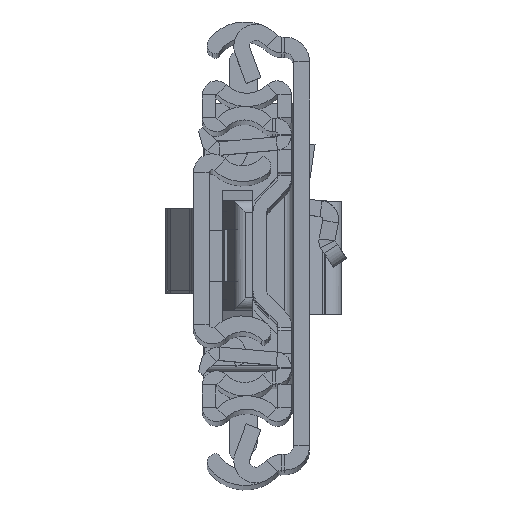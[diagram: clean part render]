
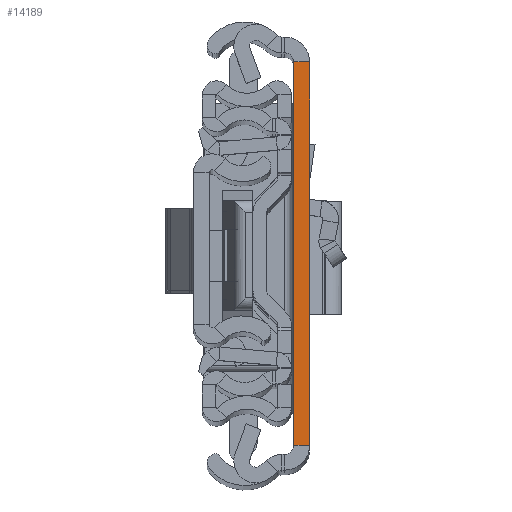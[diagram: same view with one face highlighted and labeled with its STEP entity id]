
A CAD part, top view. The second image highlights one B-rep face of the part: STEP entity #14189.
In plain terms, the highlighted planar face has unit normal (0, 0, 1).
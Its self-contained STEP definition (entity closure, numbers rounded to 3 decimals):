
#267 = VERTEX_POINT ( 'NONE', #6966 ) ;
#278 = PLANE ( 'NONE',  #5838 ) ;
#307 = EDGE_CURVE ( 'NONE', #267, #8403, #9212, .T. ) ;
#596 = ORIENTED_EDGE ( 'NONE', *, *, #10884, .T. ) ;
#1663 = FACE_OUTER_BOUND ( 'NONE', #3626, .T. ) ;
#2678 = LINE ( 'NONE', #9751, #12744 ) ;
#2860 = VECTOR ( 'NONE', #14904, 1000. ) ;
#3160 = CARTESIAN_POINT ( 'NONE',  ( 2.6, -31.5, 0. ) ) ;
#3429 = VERTEX_POINT ( 'NONE', #13704 ) ;
#3621 = DIRECTION ( 'NONE',  ( 0., 1., 0. ) ) ;
#3626 = EDGE_LOOP ( 'NONE', ( #6082, #13229, #596, #15257 ) ) ;
#4501 = EDGE_CURVE ( 'NONE', #14322, #8403, #10690, .T. ) ;
#4639 = DIRECTION ( 'NONE',  ( 0., 1., 0. ) ) ;
#4801 = CARTESIAN_POINT ( 'NONE',  ( 2.6, -31.5, 0. ) ) ;
#4805 = CARTESIAN_POINT ( 'NONE',  ( 2.6, 31.5, 0. ) ) ;
#5838 = AXIS2_PLACEMENT_3D ( 'NONE', #3160, #14514, #4639 ) ;
#6082 = ORIENTED_EDGE ( 'NONE', *, *, #307, .F. ) ;
#6966 = CARTESIAN_POINT ( 'NONE',  ( 0., 31.5, 0. ) ) ;
#8333 = CARTESIAN_POINT ( 'NONE',  ( 2.6, -31.5, 0. ) ) ;
#8403 = VERTEX_POINT ( 'NONE', #4805 ) ;
#9212 = LINE ( 'NONE', #16661, #2860 ) ;
#9279 = VECTOR ( 'NONE', #3621, 1000. ) ;
#9751 = CARTESIAN_POINT ( 'NONE',  ( 0., -31.5, 0. ) ) ;
#10690 = LINE ( 'NONE', #16390, #9279 ) ;
#10884 = EDGE_CURVE ( 'NONE', #3429, #14322, #15432, .T. ) ;
#11672 = VECTOR ( 'NONE', #14025, 1000. ) ;
#12744 = VECTOR ( 'NONE', #15724, 1000. ) ;
#13229 = ORIENTED_EDGE ( 'NONE', *, *, #17815, .F. ) ;
#13704 = CARTESIAN_POINT ( 'NONE',  ( 0., -31.5, 0. ) ) ;
#14025 = DIRECTION ( 'NONE',  ( 1., 0., 0. ) ) ;
#14189 = ADVANCED_FACE ( 'NONE', ( #1663 ), #278, .F. ) ;
#14322 = VERTEX_POINT ( 'NONE', #4801 ) ;
#14514 = DIRECTION ( 'NONE',  ( 0., 0., -1. ) ) ;
#14904 = DIRECTION ( 'NONE',  ( 1., 0., 0. ) ) ;
#15257 = ORIENTED_EDGE ( 'NONE', *, *, #4501, .T. ) ;
#15432 = LINE ( 'NONE', #8333, #11672 ) ;
#15724 = DIRECTION ( 'NONE',  ( 0., 1., 0. ) ) ;
#16390 = CARTESIAN_POINT ( 'NONE',  ( 2.6, -31.5, 0. ) ) ;
#16661 = CARTESIAN_POINT ( 'NONE',  ( 2.6, 31.5, 0. ) ) ;
#17815 = EDGE_CURVE ( 'NONE', #3429, #267, #2678, .T. ) ;
